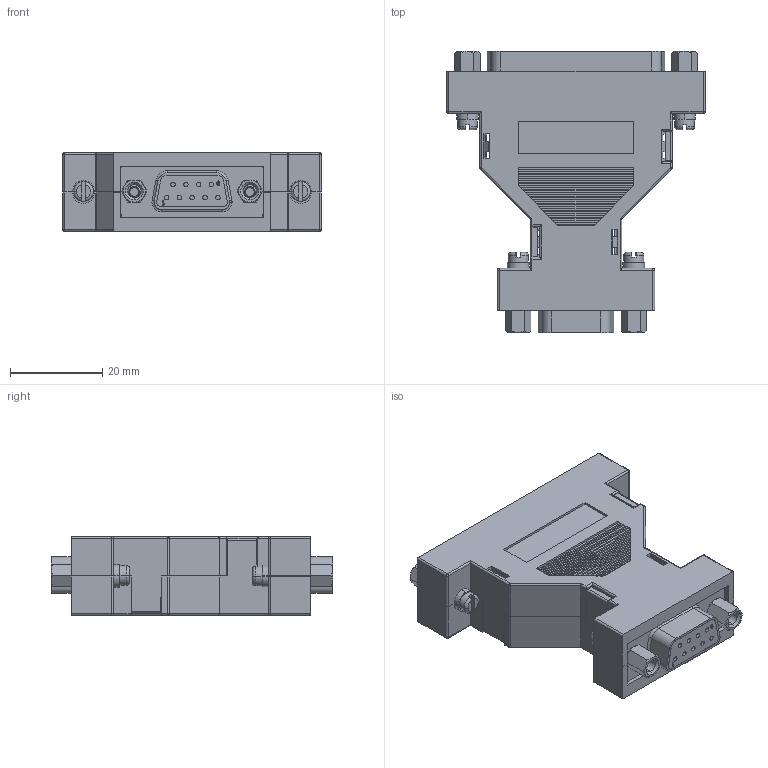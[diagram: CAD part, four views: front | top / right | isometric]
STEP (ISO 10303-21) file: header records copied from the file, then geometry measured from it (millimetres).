
FILE_DESCRIPTION (( 'STEP AP214' ), '1' );
FILE_NAME ('DIY259FF_3D.STEP', '2021-11-11T14:56:09', ( '' ), ( '' ), 'SwSTEP 2.0', 'SolidWorks 2021', '' );
FILE_SCHEMA (( 'AUTOMOTIVE_DESIGN' ));
Length unit declared in the file: inch
Products named in the file (6): SDH; SD9S; DIY259-MA1; SD25S; DIY259FF_3D; DIY259FF-MA2 WINS
Assembly tree (12 placements, depth 2):
  DIY259FF_3D
    DIY259-MA1  x2
    DIY259FF-MA2 WINS  x4
    SD9S
    SD25S
    SDH  x4
Bounding box: 55.88 x 60.83 x 17.02 mm (x, y, z)
Volume: 17586.1 mm3; surface area: 21043.7 mm2
Topology: 12 solids, 12 shells, 1512 faces, 3684 edges, 2282 vertices
Faces by surface type: plane 776, cylinder 420, cone 200, torus 60, bspline 44, sphere 12
Entity records: 37672 total; most frequent: CARTESIAN_POINT 7211, DIRECTION 5001, ORIENTED_EDGE 4762, EDGE_CURVE 2381, AXIS2_PLACEMENT_3D 1755, LINE 1491, VECTOR 1491, VERTEX_POINT 1489
